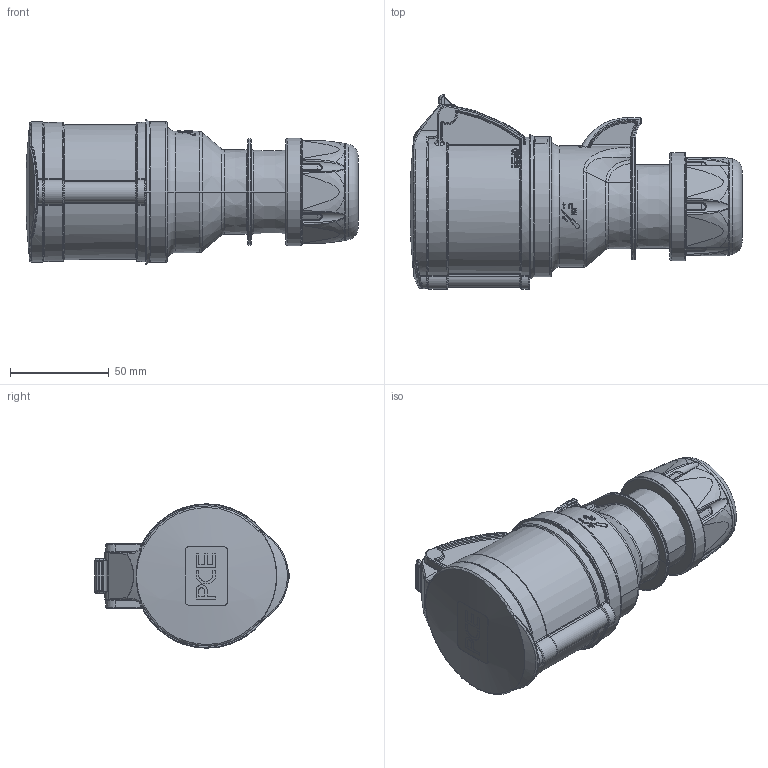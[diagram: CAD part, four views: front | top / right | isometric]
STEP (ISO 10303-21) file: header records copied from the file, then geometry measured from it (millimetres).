
FILE_DESCRIPTION (( 'STEP AP203' ), '1' );
FILE_NAME ('225-6.STEP', '2017-11-23T10:15:45', ( '' ), ( '' ), 'SwSTEP 2.0', 'SolidWorks 2016', '' );
FILE_SCHEMA (( 'CONFIG_CONTROL_DESIGN' ));
Length unit declared in the file: millimetre
Products named in the file (1): 225-6
Bounding box: 168.02 x 98.4 x 73 mm (x, y, z)
Volume: 492392.8 mm3; surface area: 45519.8 mm2
Topology: 1 solids, 1 shells, 1046 faces, 2553 edges, 1519 vertices
Faces by surface type: bspline 362, plane 246, cylinder 226, torus 138, sphere 37, cone 37
Full cylindrical faces by diameter (mm): 54.6 x1, 71 x1
Entity records: 43844 total; most frequent: CARTESIAN_POINT 22495, ORIENTED_EDGE 5032, DIRECTION 3715, EDGE_CURVE 2516, AXIS2_PLACEMENT_3D 1515, VERTEX_POINT 1512, EDGE_LOOP 1086, FACE_OUTER_BOUND 1055
